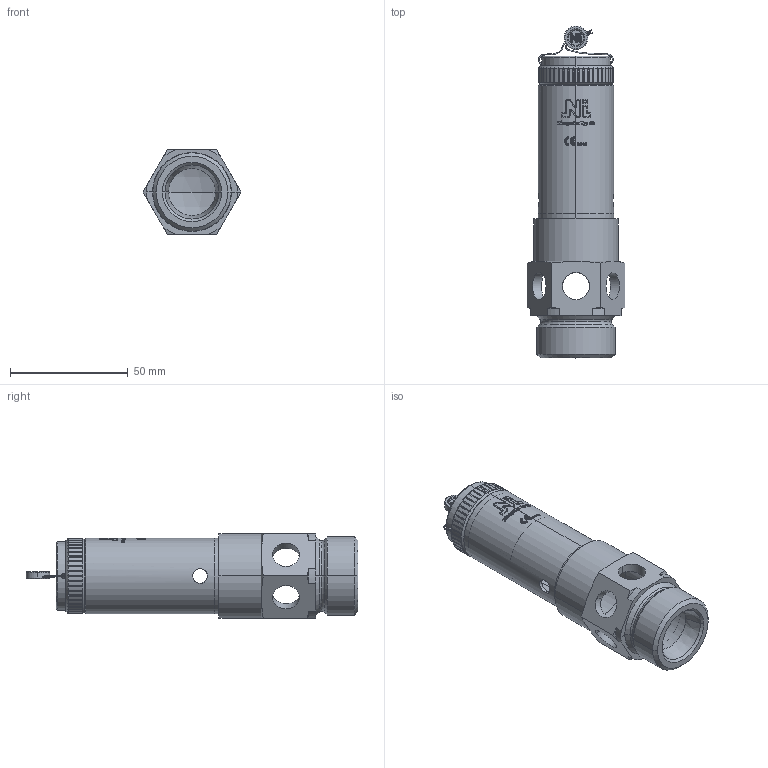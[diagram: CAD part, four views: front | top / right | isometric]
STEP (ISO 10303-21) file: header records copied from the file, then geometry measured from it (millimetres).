
FILE_DESCRIPTION (( 'STEP AP203' ), '1' );
FILE_NAME ('Typ 66.STEP', '2018-01-16T12:53:45', ( '' ), ( '' ), 'SwSTEP 2.0', 'SolidWorks 2016', '' );
FILE_SCHEMA (( 'CONFIG_CONTROL_DESIGN' ));
Products named in the file (1): Typ 66
Bounding box: 41.57 x 140.9 x 36 mm (x, y, z)
Volume: 30973.3 mm3; surface area: 35611.8 mm2
Topology: 6 solids, 6 shells, 811 faces, 2098 edges, 1345 vertices
Faces by surface type: cylinder 238, plane 235, bspline 231, torus 66, cone 37, sphere 4
Entity records: 36257 total; most frequent: CARTESIAN_POINT 18316, ORIENTED_EDGE 4196, DIRECTION 2949, EDGE_CURVE 2098, VERTEX_POINT 1345, AXIS2_PLACEMENT_3D 1101, EDGE_LOOP 887, ADVANCED_FACE 811
